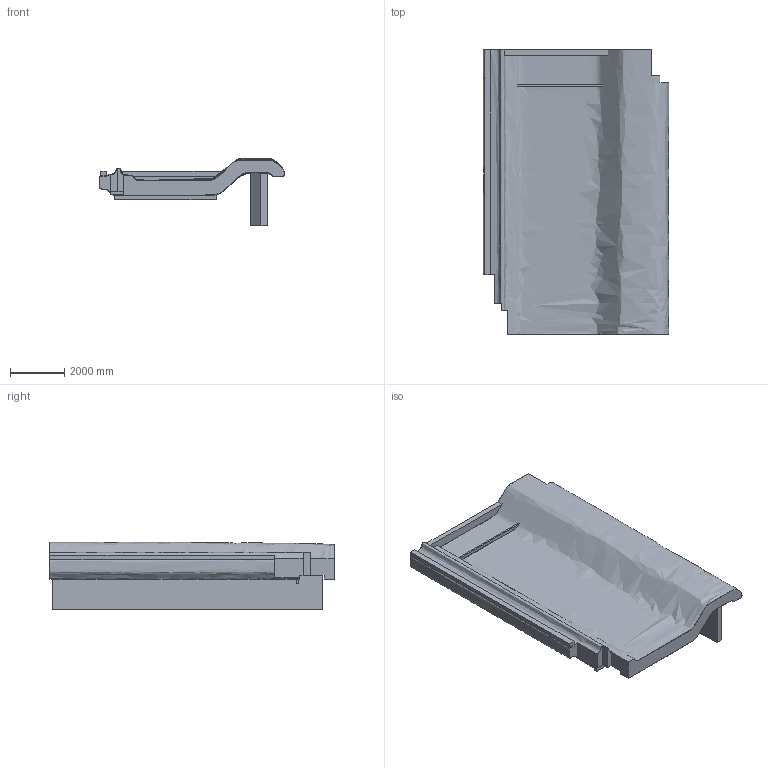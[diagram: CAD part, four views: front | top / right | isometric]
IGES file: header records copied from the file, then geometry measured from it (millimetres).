
Global section: file name: k21 vindskedesten højre gavl.igs; native system:  3D Studio VIZ R3.0 ; preprocessor: 34H 3D Studio VIZ Iges Exporter R3.0; author: No Author specified; organization: No Organization specified; units: inch
Bounding box: 6856.9 x 10536.34 x 2502.88 mm (x, y, z)
Surface area: 217116871 mm2 (no closed solid volume)
Topology: 0 solids, 0 shells, 41 faces, 222 edges, 222 vertices
Faces by surface type: bspline 41
